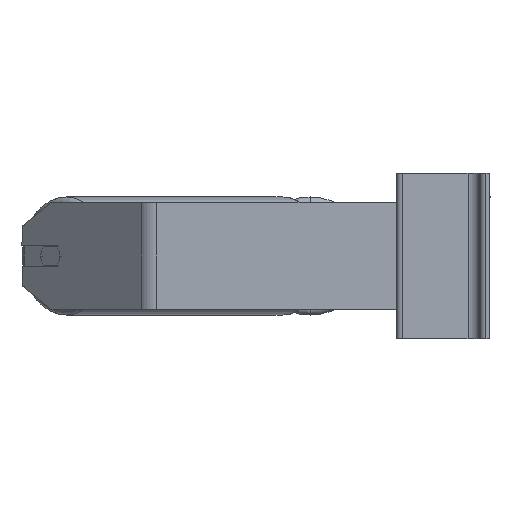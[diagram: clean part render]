
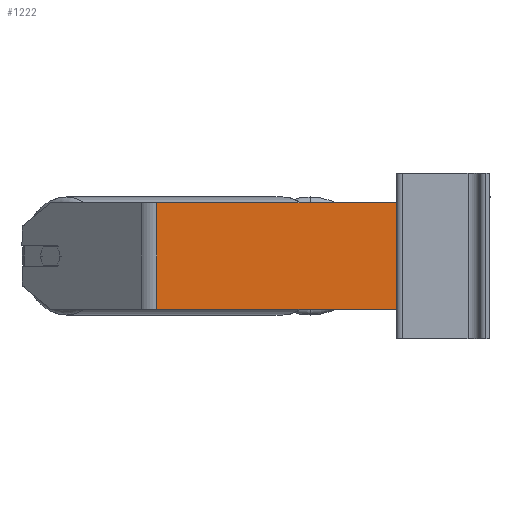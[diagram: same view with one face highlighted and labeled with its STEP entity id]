
A CAD part, left-side view. The second image highlights one B-rep face of the part: STEP entity #1222.
In plain terms, the highlighted planar face has unit normal (-1, 0, 0).
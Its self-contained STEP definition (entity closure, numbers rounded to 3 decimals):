
#894 = ORIENTED_EDGE ( 'NONE', *, *, #6955, .T. ) ;
#1195 = LINE ( 'NONE', #2722, #5421 ) ;
#1222 = ADVANCED_FACE ( 'NONE', ( #10217 ), #2634, .F. ) ;
#1437 = VECTOR ( 'NONE', #6476, 1000. ) ;
#1869 = EDGE_CURVE ( 'NONE', #2960, #8280, #6821, .T. ) ;
#1901 = DIRECTION ( 'NONE',  ( 0., 0., -1. ) ) ;
#2153 = LINE ( 'NONE', #2973, #1437 ) ;
#2285 = ORIENTED_EDGE ( 'NONE', *, *, #4940, .F. ) ;
#2634 = PLANE ( 'NONE',  #7910 ) ;
#2722 = CARTESIAN_POINT ( 'NONE',  ( -413., 18., 40. ) ) ;
#2937 = CARTESIAN_POINT ( 'NONE',  ( -413., 18., 40. ) ) ;
#2960 = VERTEX_POINT ( 'NONE', #8339 ) ;
#2973 = CARTESIAN_POINT ( 'NONE',  ( -413., 205.252, 40. ) ) ;
#2997 = CARTESIAN_POINT ( 'NONE',  ( -413., 18., -40. ) ) ;
#3490 = ORIENTED_EDGE ( 'NONE', *, *, #1869, .T. ) ;
#4199 = CARTESIAN_POINT ( 'NONE',  ( -413., 205.252, -40. ) ) ;
#4374 = DIRECTION ( 'NONE',  ( 0., 0., -1. ) ) ;
#4940 = EDGE_CURVE ( 'NONE', #10370, #10057, #2153, .T. ) ;
#5119 = LINE ( 'NONE', #7783, #7897 ) ;
#5152 = DIRECTION ( 'NONE',  ( 0., -1., 0. ) ) ;
#5421 = VECTOR ( 'NONE', #1901, 1000. ) ;
#5787 = ORIENTED_EDGE ( 'NONE', *, *, #9987, .F. ) ;
#6009 = CARTESIAN_POINT ( 'NONE',  ( -413., 205.252, 40. ) ) ;
#6185 = VECTOR ( 'NONE', #5152, 1000. ) ;
#6476 = DIRECTION ( 'NONE',  ( 0., -1., 0. ) ) ;
#6821 = LINE ( 'NONE', #4199, #6185 ) ;
#6955 = EDGE_CURVE ( 'NONE', #10370, #2960, #5119, .T. ) ;
#7783 = CARTESIAN_POINT ( 'NONE',  ( -413., 198.624, 40. ) ) ;
#7845 = DIRECTION ( 'NONE',  ( 0., 1., 0. ) ) ;
#7897 = VECTOR ( 'NONE', #4374, 1000. ) ;
#7910 = AXIS2_PLACEMENT_3D ( 'NONE', #6009, #9403, #7845 ) ;
#8280 = VERTEX_POINT ( 'NONE', #2997 ) ;
#8339 = CARTESIAN_POINT ( 'NONE',  ( -413., 198.624, -40. ) ) ;
#8599 = CARTESIAN_POINT ( 'NONE',  ( -413., 198.624, 40. ) ) ;
#9046 = EDGE_LOOP ( 'NONE', ( #3490, #5787, #2285, #894 ) ) ;
#9403 = DIRECTION ( 'NONE',  ( 1., 0., 0. ) ) ;
#9987 = EDGE_CURVE ( 'NONE', #10057, #8280, #1195, .T. ) ;
#10057 = VERTEX_POINT ( 'NONE', #2937 ) ;
#10217 = FACE_OUTER_BOUND ( 'NONE', #9046, .T. ) ;
#10370 = VERTEX_POINT ( 'NONE', #8599 ) ;
